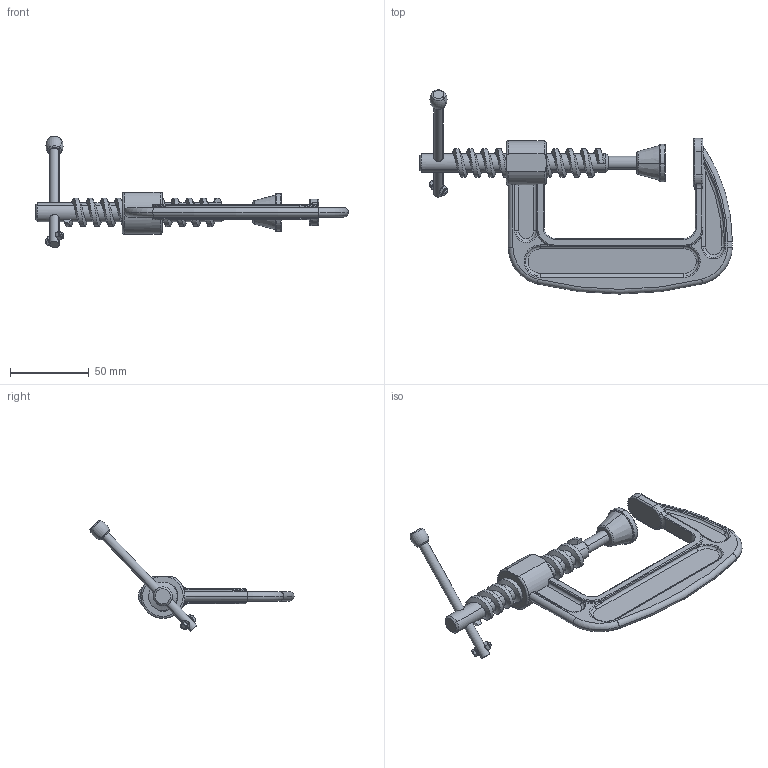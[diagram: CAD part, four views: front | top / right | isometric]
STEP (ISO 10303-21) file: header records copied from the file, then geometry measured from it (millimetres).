
FILE_DESCRIPTION (( 'STEP AP214' ), '1' );
FILE_NAME ('C-Clamp.STEP', '2022-02-17T13:51:18', ( '' ), ( '' ), 'SwSTEP 2.0', 'SolidWorks 2021', '' );
FILE_SCHEMA (( 'AUTOMOTIVE_DESIGN' ));
Length unit declared in the file: millimetre
Products named in the file (1): C-Clamp
Bounding box: 198.72 x 129.64 x 70.84 mm (x, y, z)
Volume: 68258.5 mm3; surface area: 34647.6 mm2
Topology: 6 solids, 7 shells, 359 faces, 886 edges, 530 vertices
Faces by surface type: cylinder 140, torus 73, plane 59, bspline 56, cone 31
Entity records: 24301 total; most frequent: CARTESIAN_POINT 12607, ORIENTED_EDGE 1744, DIRECTION 1495, EDGE_CURVE 872, AXIS2_PLACEMENT_3D 630, VERTEX_POINT 530, EDGE_LOOP 370, UNCERTAINTY_MEASURE_WITH_UNIT 367
